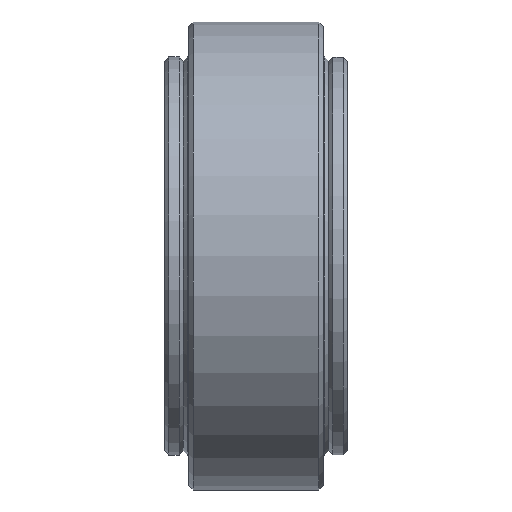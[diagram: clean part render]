
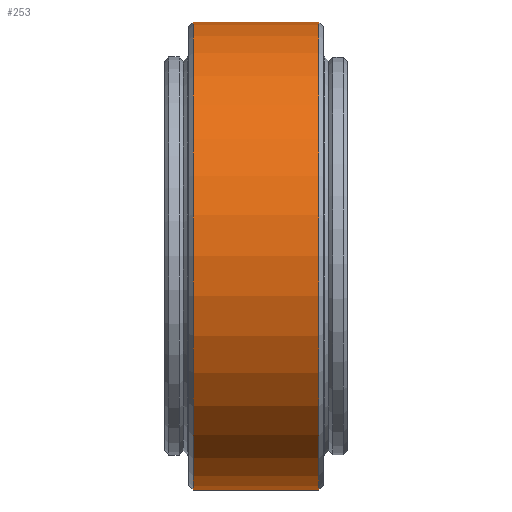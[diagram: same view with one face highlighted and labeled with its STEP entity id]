
A CAD part, top view. The second image highlights one B-rep face of the part: STEP entity #253.
In plain terms, the highlighted cylindrical face has radius 43.5 mm (diameter 87 mm), a full revolution.
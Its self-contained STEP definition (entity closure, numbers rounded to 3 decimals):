
#253 = ADVANCED_FACE( '', ( #495, #496 ), #497, .T. );
#495 = FACE_OUTER_BOUND( '', #766, .T. );
#496 = FACE_OUTER_BOUND( '', #767, .T. );
#497 = CYLINDRICAL_SURFACE( '', #768, 43.5 );
#766 = EDGE_LOOP( '', ( #1241 ) );
#767 = EDGE_LOOP( '', ( #1242 ) );
#768 = AXIS2_PLACEMENT_3D( '', #1243, #1244, #1245 );
#1241 = ORIENTED_EDGE( '', *, *, #1584, .T. );
#1242 = ORIENTED_EDGE( '', *, *, #1671, .T. );
#1243 = CARTESIAN_POINT( '', ( -60., 0., 0. ) );
#1244 = DIRECTION( '', ( 1., 0., 0. ) );
#1245 = DIRECTION( '', ( 0., 0., 1. ) );
#1584 = EDGE_CURVE( '', #1808, #1808, #1809, .T. );
#1671 = EDGE_CURVE( '', #1942, #1942, #1943, .F. );
#1808 = VERTEX_POINT( '', #2113 );
#1809 = CIRCLE( '', #2114, 43.5 );
#1942 = VERTEX_POINT( '', #2300 );
#1943 = CIRCLE( '', #2301, 43.5 );
#2113 = CARTESIAN_POINT( '', ( 25.2, 0., 43.5 ) );
#2114 = AXIS2_PLACEMENT_3D( '', #2480, #2481, #2482 );
#2300 = CARTESIAN_POINT( '', ( 1.8, 0., 43.5 ) );
#2301 = AXIS2_PLACEMENT_3D( '', #2594, #2595, #2596 );
#2480 = CARTESIAN_POINT( '', ( 25.2, 0., 0. ) );
#2481 = DIRECTION( '', ( -1., 0., 0. ) );
#2482 = DIRECTION( '', ( 0., 0., 1. ) );
#2594 = CARTESIAN_POINT( '', ( 1.8, 0., 0. ) );
#2595 = DIRECTION( '', ( -1., 0., 0. ) );
#2596 = DIRECTION( '', ( 0., 0., 1. ) );
